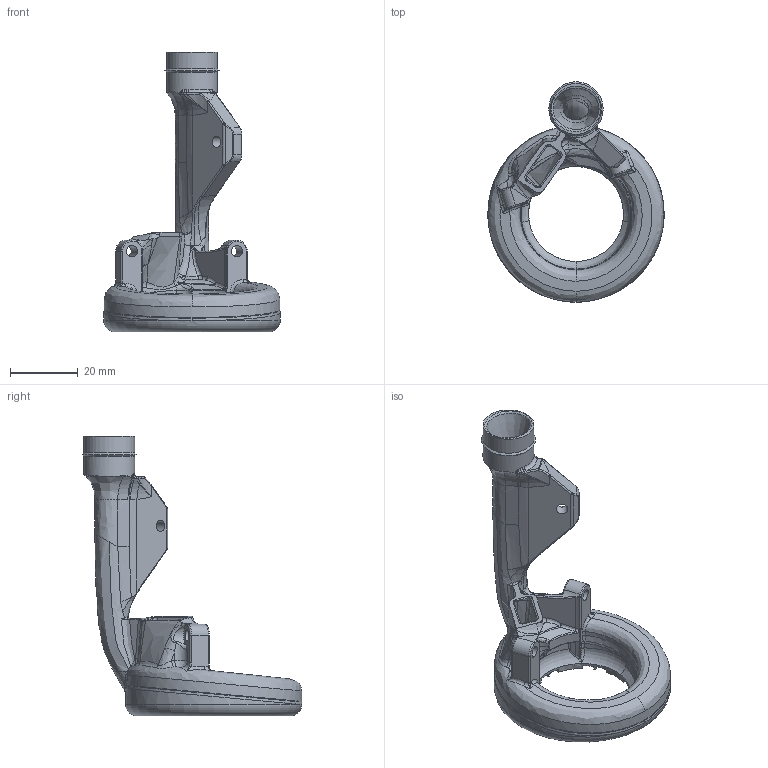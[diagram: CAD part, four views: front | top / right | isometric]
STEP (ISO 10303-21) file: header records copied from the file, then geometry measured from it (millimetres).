
FILE_DESCRIPTION(/* description */ (''),/* implementation_level */ '2;1');
FILE_NAME(/* name */ 'HaloDuctLongOverhangUHF-RapidoV2-15mm v2.step',/* time_stamp */ '2023-06-19T21:19:27+12:00',/* author */ (''),/* organization */ (''),/* preprocessor_version */ 'ST-DEVELOPER v19.2',/* originating_system */ 'Autodesk Translation Framework v12.4.0.73',/* authorisation */ '');
FILE_SCHEMA (('AUTOMOTIVE_DESIGN { 1 0 10303 214 3 1 1 }'));
Length unit declared in the file: millimetre
Products named in the file (1): HaloDuctLongOverhangUHF-RapidoV2-15mm
Bounding box: 52 x 64.83 x 82.5 mm (x, y, z)
Volume: 15284.8 mm3; surface area: 19767.8 mm2
Topology: 1 solids, 1 shells, 708 faces, 1904 edges, 1152 vertices
Faces by surface type: bspline 378, cylinder 140, plane 102, torus 42, cone 39, sphere 7
Full cylindrical faces by diameter (mm): 3.4 x3, 5.8 x1, 15 x2, 28 x1, 42.519 x1
Entity records: 34309 total; most frequent: CARTESIAN_POINT 19058, ORIENTED_EDGE 3778, DIRECTION 2302, EDGE_CURVE 1889, VERTEX_POINT 1152, AXIS2_PLACEMENT_3D 955, B_SPLINE_CURVE_WITH_KNOTS 870, EDGE_LOOP 721
